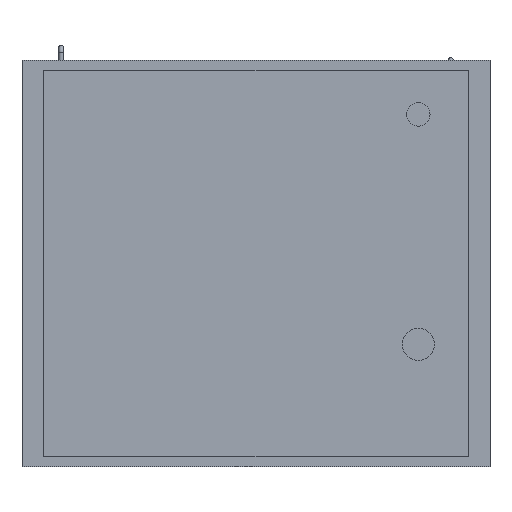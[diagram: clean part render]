
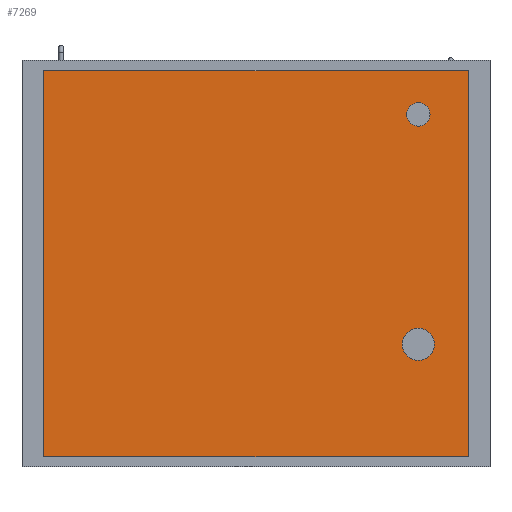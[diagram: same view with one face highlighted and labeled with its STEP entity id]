
A CAD part, front view. The second image highlights one B-rep face of the part: STEP entity #7269.
In plain terms, the highlighted planar face has unit normal (0, -1, 0).
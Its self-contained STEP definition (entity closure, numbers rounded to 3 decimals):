
#108=FACE_BOUND('',#932,.T.);
#109=FACE_BOUND('',#933,.T.);
#129=PLANE('',#7782);
#489=FACE_OUTER_BOUND('',#931,.T.);
#931=EDGE_LOOP('',(#5122,#5123,#5124,#5125));
#932=EDGE_LOOP('',(#5126,#5127));
#933=EDGE_LOOP('',(#5128,#5129));
#1381=LINE('',#10565,#2252);
#1385=LINE('',#10573,#2256);
#1388=LINE('',#10579,#2259);
#1391=LINE('',#10584,#2262);
#2252=VECTOR('',#8439,10.);
#2256=VECTOR('',#8445,10.);
#2259=VECTOR('',#8450,10.);
#2262=VECTOR('',#8455,10.);
#3111=CIRCLE('',#7763,20.);
#3112=CIRCLE('',#7764,20.);
#3115=CIRCLE('',#7769,27.5);
#3116=CIRCLE('',#7770,27.5);
#3297=VERTEX_POINT('',#10520);
#3298=VERTEX_POINT('',#10522);
#3301=VERTEX_POINT('',#10531);
#3302=VERTEX_POINT('',#10533);
#3311=VERTEX_POINT('',#10563);
#3312=VERTEX_POINT('',#10564);
#3315=VERTEX_POINT('',#10572);
#3317=VERTEX_POINT('',#10578);
#4008=EDGE_CURVE('',#3298,#3297,#3111,.T.);
#4009=EDGE_CURVE('',#3297,#3298,#3112,.T.);
#4013=EDGE_CURVE('',#3302,#3301,#3115,.T.);
#4014=EDGE_CURVE('',#3301,#3302,#3116,.T.);
#4027=EDGE_CURVE('',#3311,#3312,#1381,.T.);
#4031=EDGE_CURVE('',#3315,#3311,#1385,.T.);
#4034=EDGE_CURVE('',#3317,#3315,#1388,.T.);
#4037=EDGE_CURVE('',#3312,#3317,#1391,.T.);
#5122=ORIENTED_EDGE('',*,*,#4037,.F.);
#5123=ORIENTED_EDGE('',*,*,#4027,.F.);
#5124=ORIENTED_EDGE('',*,*,#4031,.F.);
#5125=ORIENTED_EDGE('',*,*,#4034,.F.);
#5126=ORIENTED_EDGE('',*,*,#4008,.T.);
#5127=ORIENTED_EDGE('',*,*,#4009,.T.);
#5128=ORIENTED_EDGE('',*,*,#4013,.T.);
#5129=ORIENTED_EDGE('',*,*,#4014,.T.);
#7269=ADVANCED_FACE('',(#489,#108,#109),#129,.F.);
#7763=AXIS2_PLACEMENT_3D('',#10523,#8396,#8397);
#7764=AXIS2_PLACEMENT_3D('',#10524,#8398,#8399);
#7769=AXIS2_PLACEMENT_3D('',#10534,#8409,#8410);
#7770=AXIS2_PLACEMENT_3D('',#10535,#8411,#8412);
#7782=AXIS2_PLACEMENT_3D('',#10587,#8459,#8460);
#8396=DIRECTION('center_axis',(0.,1.,0.));
#8397=DIRECTION('ref_axis',(1.,0.,0.));
#8398=DIRECTION('center_axis',(0.,1.,0.));
#8399=DIRECTION('ref_axis',(1.,0.,0.));
#8409=DIRECTION('center_axis',(0.,1.,0.));
#8410=DIRECTION('ref_axis',(1.,0.,0.));
#8411=DIRECTION('center_axis',(0.,1.,0.));
#8412=DIRECTION('ref_axis',(1.,0.,0.));
#8439=DIRECTION('',(0.,0.,1.));
#8445=DIRECTION('',(-1.,0.,0.));
#8450=DIRECTION('',(0.,0.,-1.));
#8455=DIRECTION('',(1.,0.,0.));
#8459=DIRECTION('center_axis',(0.,1.,0.));
#8460=DIRECTION('ref_axis',(0.,0.,1.));
#10520=CARTESIAN_POINT('',(257.5,0.,255.));
#10522=CARTESIAN_POINT('',(297.5,0.,255.));
#10523=CARTESIAN_POINT('Origin',(277.5,0.,255.));
#10524=CARTESIAN_POINT('Origin',(277.5,0.,255.));
#10531=CARTESIAN_POINT('',(250.,0.,-138.));
#10533=CARTESIAN_POINT('',(305.,0.,-138.));
#10534=CARTESIAN_POINT('Origin',(277.5,0.,-138.));
#10535=CARTESIAN_POINT('Origin',(277.5,0.,-138.));
#10563=CARTESIAN_POINT('',(-362.5,0.,-330.));
#10564=CARTESIAN_POINT('',(-362.5,0.,330.));
#10565=CARTESIAN_POINT('',(-362.5,0.,-330.));
#10572=CARTESIAN_POINT('',(362.5,0.,-330.));
#10573=CARTESIAN_POINT('',(362.5,0.,-330.));
#10578=CARTESIAN_POINT('',(362.5,0.,330.));
#10579=CARTESIAN_POINT('',(362.5,0.,330.));
#10584=CARTESIAN_POINT('',(-362.5,0.,330.));
#10587=CARTESIAN_POINT('Origin',(0.,0.,0.));
